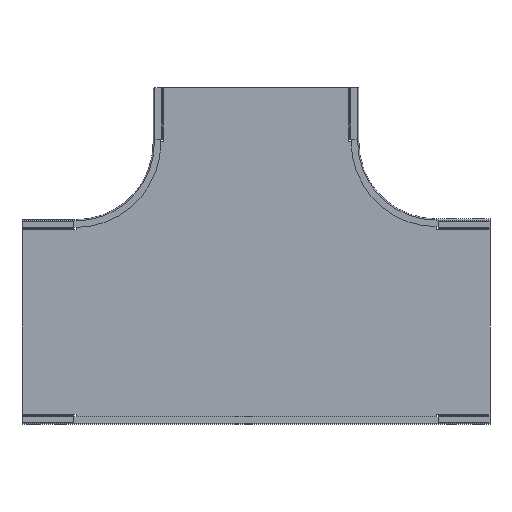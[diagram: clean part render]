
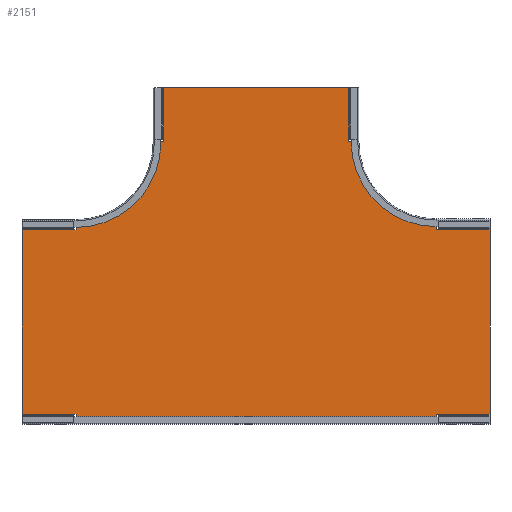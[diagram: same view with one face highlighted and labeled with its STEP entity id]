
A CAD part, front view. The second image highlights one B-rep face of the part: STEP entity #2151.
In plain terms, the highlighted planar face has unit normal (0, -1, 0).
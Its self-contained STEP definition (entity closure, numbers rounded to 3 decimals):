
#142=DIRECTION('',(-1.,0.,0.005));
#143=VECTOR('',#142,0.719);
#144=CARTESIAN_POINT('',(180.22,-1.5,552.614));
#145=LINE('',#144,#143);
#338=DIRECTION('',(0.,0.,1.));
#339=VECTOR('',#338,0.72);
#340=CARTESIAN_POINT('',(355.,-1.5,376.));
#341=LINE('',#340,#339);
#346=DIRECTION('',(1.,0.,0.));
#347=VECTOR('',#346,700.);
#348=CARTESIAN_POINT('',(-350.,-1.5,0.));
#349=LINE('',#348,#347);
#350=DIRECTION('',(0.,0.,-1.));
#351=VECTOR('',#350,18.);
#352=CARTESIAN_POINT('',(-350.,-1.5,18.));
#353=LINE('',#352,#351);
#354=DIRECTION('',(1.,0.,0.));
#355=VECTOR('',#354,5.);
#356=CARTESIAN_POINT('',(-355.,-1.5,18.));
#357=LINE('',#356,#355);
#358=DIRECTION('',(0.,0.,1.));
#359=VECTOR('',#358,0.72);
#360=CARTESIAN_POINT('',(-355.,-1.5,17.28));
#361=LINE('',#360,#359);
#362=DIRECTION('',(0.,0.,-1.));
#363=VECTOR('',#362,359.44);
#364=CARTESIAN_POINT('',(-455.,-1.5,376.72));
#365=LINE('',#364,#363);
#366=DIRECTION('',(0.,0.,1.));
#367=VECTOR('',#366,0.72);
#368=CARTESIAN_POINT('',(-355.,-1.5,376.));
#369=LINE('',#368,#367);
#370=DIRECTION('',(-1.,0.,0.));
#371=VECTOR('',#370,5.);
#372=CARTESIAN_POINT('',(-350.,-1.5,376.));
#373=LINE('',#372,#371);
#374=DIRECTION('',(0.,0.,-1.));
#375=VECTOR('',#374,18.);
#376=CARTESIAN_POINT('',(-350.,-1.5,394.));
#377=LINE('',#376,#375);
#378=CARTESIAN_POINT('',(-350.,-1.5,546.5));
#379=DIRECTION('',(0.,1.,0.));
#380=DIRECTION('',(1.,0.,0.007));
#381=AXIS2_PLACEMENT_3D('',#378,#379,#380);
#383=CARTESIAN_POINT('',(-179.503,-1.5,547.598));
#384=CARTESIAN_POINT('',(-185.502,-1.5,547.559));
#385=CARTESIAN_POINT('',(-191.503,-1.5,547.559));
#386=CARTESIAN_POINT('',(-197.502,-1.5,547.52));
#388=DIRECTION('',(0.,0.,-1.));
#389=VECTOR('',#388,5.019);
#390=CARTESIAN_POINT('',(-179.501,-1.5,552.617));
#391=LINE('',#390,#389);
#392=CARTESIAN_POINT('',(-180.22,-1.5,552.614));
#393=CARTESIAN_POINT('',(-179.981,-1.5,552.615));
#394=CARTESIAN_POINT('',(-179.74,-1.5,552.616));
#395=CARTESIAN_POINT('',(-179.501,-1.5,552.617));
#397=DIRECTION('',(-1.,0.,0.));
#398=VECTOR('',#397,360.44);
#399=CARTESIAN_POINT('',(180.22,-1.5,652.5));
#400=LINE('',#399,#398);
#401=CARTESIAN_POINT('',(350.,-1.5,546.5));
#402=DIRECTION('',(0.,1.,0.));
#403=DIRECTION('',(0.,0.,-1.));
#404=AXIS2_PLACEMENT_3D('',#401,#402,#403);
#410=DIRECTION('',(1.,0.,0.));
#411=VECTOR('',#410,100.);
#412=CARTESIAN_POINT('',(355.,-1.5,17.28));
#413=LINE('',#412,#411);
#516=DIRECTION('',(0.,0.,-1.));
#517=VECTOR('',#516,359.44);
#518=CARTESIAN_POINT('',(455.,-1.5,376.72));
#519=LINE('',#518,#517);
#542=DIRECTION('',(0.,0.,1.));
#543=VECTOR('',#542,0.72);
#544=CARTESIAN_POINT('',(355.,-1.5,17.28));
#545=LINE('',#544,#543);
#546=DIRECTION('',(-1.,0.,0.));
#547=VECTOR('',#546,5.);
#548=CARTESIAN_POINT('',(355.,-1.5,18.));
#549=LINE('',#548,#547);
#554=DIRECTION('',(0.,0.,-1.));
#555=VECTOR('',#554,18.);
#556=CARTESIAN_POINT('',(350.,-1.5,18.));
#557=LINE('',#556,#555);
#710=DIRECTION('',(-1.,0.,0.));
#711=VECTOR('',#710,100.);
#712=CARTESIAN_POINT('',(-355.,-1.5,376.72));
#713=LINE('',#712,#711);
#909=DIRECTION('',(0.,0.,-1.));
#910=VECTOR('',#909,99.886);
#911=CARTESIAN_POINT('',(-180.22,-1.5,652.5));
#912=LINE('',#911,#910);
#1034=DIRECTION('',(1.,0.,0.));
#1035=VECTOR('',#1034,100.);
#1036=CARTESIAN_POINT('',(-455.,-1.5,17.28));
#1037=LINE('',#1036,#1035);
#1132=DIRECTION('',(0.,0.,1.));
#1133=VECTOR('',#1132,99.886);
#1134=CARTESIAN_POINT('',(180.22,-1.5,552.614));
#1135=LINE('',#1134,#1133);
#1145=DIRECTION('',(0.,0.,-1.));
#1146=VECTOR('',#1145,5.019);
#1147=CARTESIAN_POINT('',(179.501,-1.5,552.617));
#1148=LINE('',#1147,#1146);
#1153=DIRECTION('',(1.,0.,-0.004));
#1154=VECTOR('',#1153,17.999);
#1155=CARTESIAN_POINT('',(179.503,-1.5,547.598));
#1156=LINE('',#1155,#1154);
#1169=DIRECTION('',(0.,0.,-1.));
#1170=VECTOR('',#1169,18.);
#1171=CARTESIAN_POINT('',(350.,-1.5,394.));
#1172=LINE('',#1171,#1170);
#1173=DIRECTION('',(1.,0.,0.));
#1174=VECTOR('',#1173,5.);
#1175=CARTESIAN_POINT('',(350.,-1.5,376.));
#1176=LINE('',#1175,#1174);
#1185=DIRECTION('',(-1.,0.,0.));
#1186=VECTOR('',#1185,100.);
#1187=CARTESIAN_POINT('',(455.,-1.5,376.72));
#1188=LINE('',#1187,#1186);
#1216=CARTESIAN_POINT('',(350.,-1.5,0.));
#1218=VERTEX_POINT('',#1216);
#1220=CARTESIAN_POINT('',(-350.,-1.5,0.));
#1222=VERTEX_POINT('',#1220);
#1224=CARTESIAN_POINT('',(-350.,-1.5,18.));
#1226=VERTEX_POINT('',#1224);
#1228=CARTESIAN_POINT('',(-355.,-1.5,18.));
#1230=VERTEX_POINT('',#1228);
#1231=CARTESIAN_POINT('',(-355.,-1.5,17.28));
#1233=VERTEX_POINT('',#1231);
#1236=CARTESIAN_POINT('',(-350.,-1.5,376.));
#1238=VERTEX_POINT('',#1236);
#1240=CARTESIAN_POINT('',(-350.,-1.5,394.));
#1242=VERTEX_POINT('',#1240);
#1243=CARTESIAN_POINT('',(-197.502,-1.5,547.52));
#1245=VERTEX_POINT('',#1243);
#1248=CARTESIAN_POINT('',(-179.503,-1.5,547.598));
#1250=VERTEX_POINT('',#1248);
#1252=CARTESIAN_POINT('',(-179.501,-1.5,552.617));
#1254=VERTEX_POINT('',#1252);
#1256=CARTESIAN_POINT('',(-180.22,-1.5,552.614));
#1258=VERTEX_POINT('',#1256);
#1260=CARTESIAN_POINT('',(-180.22,-1.5,652.5));
#1262=VERTEX_POINT('',#1260);
#1264=CARTESIAN_POINT('',(180.22,-1.5,652.5));
#1266=VERTEX_POINT('',#1264);
#1299=CARTESIAN_POINT('',(-355.,-1.5,376.72));
#1300=VERTEX_POINT('',#1299);
#1307=CARTESIAN_POINT('',(-455.,-1.5,376.72));
#1308=VERTEX_POINT('',#1307);
#1329=CARTESIAN_POINT('',(350.,-1.5,18.));
#1330=VERTEX_POINT('',#1329);
#1331=CARTESIAN_POINT('',(355.,-1.5,18.));
#1332=VERTEX_POINT('',#1331);
#1333=CARTESIAN_POINT('',(355.,-1.5,17.28));
#1334=VERTEX_POINT('',#1333);
#1335=CARTESIAN_POINT('',(455.,-1.5,376.72));
#1336=CARTESIAN_POINT('',(455.,-1.5,17.28));
#1337=VERTEX_POINT('',#1335);
#1338=VERTEX_POINT('',#1336);
#1362=CARTESIAN_POINT('',(-355.,-1.5,376.));
#1363=VERTEX_POINT('',#1362);
#1365=CARTESIAN_POINT('',(-455.,-1.5,17.28));
#1367=VERTEX_POINT('',#1365);
#1404=CARTESIAN_POINT('',(355.,-1.5,376.));
#1405=VERTEX_POINT('',#1404);
#1406=CARTESIAN_POINT('',(355.,-1.5,376.72));
#1407=VERTEX_POINT('',#1406);
#1434=CARTESIAN_POINT('',(350.,-1.5,376.));
#1435=VERTEX_POINT('',#1434);
#1436=CARTESIAN_POINT('',(350.,-1.5,394.));
#1437=VERTEX_POINT('',#1436);
#1438=CARTESIAN_POINT('',(197.504,-1.5,547.559));
#1439=VERTEX_POINT('',#1438);
#1440=CARTESIAN_POINT('',(179.503,-1.5,547.598));
#1441=VERTEX_POINT('',#1440);
#1442=CARTESIAN_POINT('',(179.501,-1.5,552.617));
#1443=VERTEX_POINT('',#1442);
#1444=CARTESIAN_POINT('',(180.22,-1.5,552.614));
#1445=VERTEX_POINT('',#1444);
#2086=CARTESIAN_POINT('',(-350.,-1.5,546.5));
#2087=DIRECTION('',(0.,-1.,0.));
#2088=DIRECTION('',(0.,0.,-1.));
#2089=AXIS2_PLACEMENT_3D('',#2086,#2087,#2088);
#2090=PLANE('',#2089);
#2092=ORIENTED_EDGE('',*,*,#2091,.F.);
#2094=ORIENTED_EDGE('',*,*,#2093,.T.);
#2096=ORIENTED_EDGE('',*,*,#2095,.T.);
#2098=ORIENTED_EDGE('',*,*,#2097,.T.);
#2100=ORIENTED_EDGE('',*,*,#2099,.F.);
#2102=ORIENTED_EDGE('',*,*,#2101,.F.);
#2104=ORIENTED_EDGE('',*,*,#2103,.F.);
#2106=ORIENTED_EDGE('',*,*,#2105,.F.);
#2108=ORIENTED_EDGE('',*,*,#2107,.F.);
#2110=ORIENTED_EDGE('',*,*,#2109,.F.);
#2112=ORIENTED_EDGE('',*,*,#2111,.F.);
#2114=ORIENTED_EDGE('',*,*,#2113,.F.);
#2116=ORIENTED_EDGE('',*,*,#2115,.F.);
#2118=ORIENTED_EDGE('',*,*,#2117,.F.);
#2120=ORIENTED_EDGE('',*,*,#2119,.F.);
#2122=ORIENTED_EDGE('',*,*,#2121,.F.);
#2124=ORIENTED_EDGE('',*,*,#2123,.F.);
#2126=ORIENTED_EDGE('',*,*,#2125,.F.);
#2128=ORIENTED_EDGE('',*,*,#2127,.F.);
#2130=ORIENTED_EDGE('',*,*,#2129,.F.);
#2132=ORIENTED_EDGE('',*,*,#2131,.F.);
#2133=ORIENTED_EDGE('',*,*,#1775,.T.);
#2135=ORIENTED_EDGE('',*,*,#2134,.T.);
#2137=ORIENTED_EDGE('',*,*,#2136,.T.);
#2139=ORIENTED_EDGE('',*,*,#2138,.F.);
#2141=ORIENTED_EDGE('',*,*,#2140,.T.);
#2143=ORIENTED_EDGE('',*,*,#2142,.T.);
#2144=ORIENTED_EDGE('',*,*,#2079,.T.);
#2146=ORIENTED_EDGE('',*,*,#2145,.F.);
#2148=ORIENTED_EDGE('',*,*,#2147,.T.);
#2149=EDGE_LOOP('',(#2092,#2094,#2096,#2098,#2100,#2102,#2104,#2106,#2108,#2110,
#2112,#2114,#2116,#2118,#2120,#2122,#2124,#2126,#2128,#2130,#2132,#2133,#2135,
#2137,#2139,#2141,#2143,#2144,#2146,#2148));
#2150=FACE_OUTER_BOUND('',#2149,.F.);
#2151=ADVANCED_FACE('',(#2150),#2090,.T.);
#382=CIRCLE('',#381,152.5);
#387=B_SPLINE_CURVE_WITH_KNOTS('',3,(#383,#384,#385,#386),.UNSPECIFIED.,.F.,.F.,
(4,4),(0.,1.),.UNSPECIFIED.);
#396=B_SPLINE_CURVE_WITH_KNOTS('',3,(#392,#393,#394,#395),.UNSPECIFIED.,.F.,.F.,
(4,4),(0.,1.),.UNSPECIFIED.);
#405=CIRCLE('',#404,152.5);
#1775=EDGE_CURVE('',#1445,#1443,#145,.T.);
#2079=EDGE_CURVE('',#1405,#1407,#341,.T.);
#2091=EDGE_CURVE('',#1334,#1338,#413,.T.);
#2093=EDGE_CURVE('',#1334,#1332,#545,.T.);
#2095=EDGE_CURVE('',#1332,#1330,#549,.T.);
#2097=EDGE_CURVE('',#1330,#1218,#557,.T.);
#2099=EDGE_CURVE('',#1222,#1218,#349,.T.);
#2101=EDGE_CURVE('',#1226,#1222,#353,.T.);
#2103=EDGE_CURVE('',#1230,#1226,#357,.T.);
#2105=EDGE_CURVE('',#1233,#1230,#361,.T.);
#2107=EDGE_CURVE('',#1367,#1233,#1037,.T.);
#2109=EDGE_CURVE('',#1308,#1367,#365,.T.);
#2111=EDGE_CURVE('',#1300,#1308,#713,.T.);
#2113=EDGE_CURVE('',#1363,#1300,#369,.T.);
#2115=EDGE_CURVE('',#1238,#1363,#373,.T.);
#2117=EDGE_CURVE('',#1242,#1238,#377,.T.);
#2119=EDGE_CURVE('',#1245,#1242,#382,.T.);
#2121=EDGE_CURVE('',#1250,#1245,#387,.T.);
#2123=EDGE_CURVE('',#1254,#1250,#391,.T.);
#2125=EDGE_CURVE('',#1258,#1254,#396,.T.);
#2127=EDGE_CURVE('',#1262,#1258,#912,.T.);
#2129=EDGE_CURVE('',#1266,#1262,#400,.T.);
#2131=EDGE_CURVE('',#1445,#1266,#1135,.T.);
#2134=EDGE_CURVE('',#1443,#1441,#1148,.T.);
#2136=EDGE_CURVE('',#1441,#1439,#1156,.T.);
#2138=EDGE_CURVE('',#1437,#1439,#405,.T.);
#2140=EDGE_CURVE('',#1437,#1435,#1172,.T.);
#2142=EDGE_CURVE('',#1435,#1405,#1176,.T.);
#2145=EDGE_CURVE('',#1337,#1407,#1188,.T.);
#2147=EDGE_CURVE('',#1337,#1338,#519,.T.);
